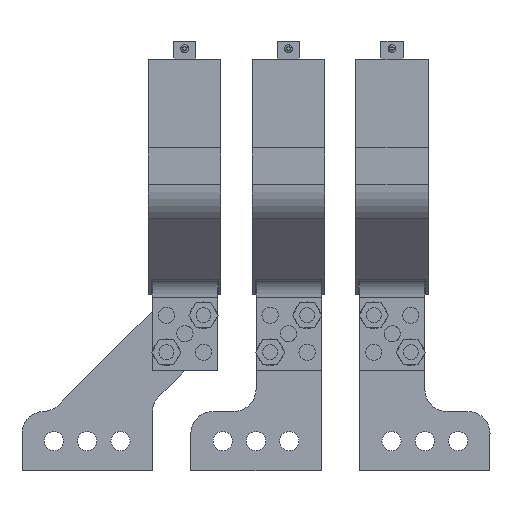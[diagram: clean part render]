
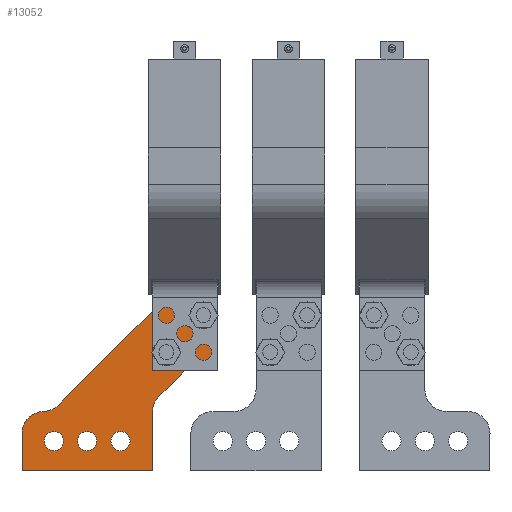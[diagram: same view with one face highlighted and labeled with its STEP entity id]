
A CAD part, front view. The second image highlights one B-rep face of the part: STEP entity #13052.
In plain terms, the highlighted planar face has unit normal (0, -1, 0).
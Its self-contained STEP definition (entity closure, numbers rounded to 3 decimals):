
#12369=AXIS2_PLACEMENT_3D('Circle Axis2P3D',#12367,#12368,$) ;
#12404=AXIS2_PLACEMENT_3D('Circle Axis2P3D',#12402,#12403,$) ;
#12528=AXIS2_PLACEMENT_3D('Circle Axis2P3D',#12526,#12527,$) ;
#12590=AXIS2_PLACEMENT_3D('Circle Axis2P3D',#12588,#12589,$) ;
#12737=AXIS2_PLACEMENT_3D('Circle Axis2P3D',#12735,#12736,$) ;
#12754=AXIS2_PLACEMENT_3D('Circle Axis2P3D',#12752,#12753,$) ;
#12794=AXIS2_PLACEMENT_3D('Circle Axis2P3D',#12792,#12793,$) ;
#12811=AXIS2_PLACEMENT_3D('Circle Axis2P3D',#12809,#12810,$) ;
#12851=AXIS2_PLACEMENT_3D('Circle Axis2P3D',#12849,#12850,$) ;
#12868=AXIS2_PLACEMENT_3D('Circle Axis2P3D',#12866,#12867,$) ;
#12901=AXIS2_PLACEMENT_3D('Circle Axis2P3D',#12899,#12900,$) ;
#12925=AXIS2_PLACEMENT_3D('Circle Axis2P3D',#12923,#12924,$) ;
#12997=AXIS2_PLACEMENT_3D('Plane Axis2P3D',#12994,#12995,#12996) ;
#13001=AXIS2_PLACEMENT_3D('Circle Axis2P3D',#12999,#13000,$) ;
#13010=AXIS2_PLACEMENT_3D('Circle Axis2P3D',#13008,#13009,$) ;
#12367=CARTESIAN_POINT('Axis2P3D Location',(-57.5,-34.,-104.5)) ;
#12371=CARTESIAN_POINT('Vertex',(-52.673,-34.,-101.863)) ;
#12373=CARTESIAN_POINT('Vertex',(-62.327,-34.,-107.137)) ;
#12402=CARTESIAN_POINT('Axis2P3D Location',(-57.5,-34.,-104.5)) ;
#12428=CARTESIAN_POINT('Vertex',(-83.308,-34.,-93.)) ;
#12433=CARTESIAN_POINT('Line Origine',(-65.654,-34.,-93.)) ;
#12437=CARTESIAN_POINT('Vertex',(-48.,-34.,-93.)) ;
#12464=CARTESIAN_POINT('Line Origine',(-48.,-34.,-115.)) ;
#12468=CARTESIAN_POINT('Vertex',(-48.,-34.,-137.)) ;
#12501=CARTESIAN_POINT('Vertex',(-58.87,-34.,-137.)) ;
#12509=CARTESIAN_POINT('Line Origine',(-53.435,-34.,-137.)) ;
#12526=CARTESIAN_POINT('Axis2P3D Location',(-58.87,-34.,-152.)) ;
#12530=CARTESIAN_POINT('Vertex',(-69.476,-34.,-141.394)) ;
#12564=CARTESIAN_POINT('Line Origine',(-78.541,-34.,-150.459)) ;
#12568=CARTESIAN_POINT('Vertex',(-87.607,-34.,-159.524)) ;
#12588=CARTESIAN_POINT('Axis2P3D Location',(-77.,-34.,-170.13)) ;
#12592=CARTESIAN_POINT('Vertex',(-92.,-34.,-170.13)) ;
#12619=CARTESIAN_POINT('Line Origine',(-92.,-34.,-189.815)) ;
#12623=CARTESIAN_POINT('Vertex',(-92.,-34.,-209.5)) ;
#12650=CARTESIAN_POINT('Line Origine',(-136.,-34.,-209.5)) ;
#12654=CARTESIAN_POINT('Vertex',(-180.,-34.,-209.5)) ;
#12685=CARTESIAN_POINT('Vertex',(-180.,-34.,-184.5)) ;
#12695=CARTESIAN_POINT('Line Origine',(-180.,-34.,-197.)) ;
#12718=CARTESIAN_POINT('Vertex',(-107.,-34.,-189.5)) ;
#12732=CARTESIAN_POINT('Vertex',(-120.,-34.,-189.5)) ;
#12735=CARTESIAN_POINT('Axis2P3D Location',(-113.5,-34.,-189.5)) ;
#12752=CARTESIAN_POINT('Axis2P3D Location',(-113.5,-34.,-189.5)) ;
#12775=CARTESIAN_POINT('Vertex',(-129.5,-34.,-189.5)) ;
#12789=CARTESIAN_POINT('Vertex',(-142.5,-34.,-189.5)) ;
#12792=CARTESIAN_POINT('Axis2P3D Location',(-136.,-34.,-189.5)) ;
#12809=CARTESIAN_POINT('Axis2P3D Location',(-136.,-34.,-189.5)) ;
#12832=CARTESIAN_POINT('Vertex',(-152.,-34.,-189.5)) ;
#12846=CARTESIAN_POINT('Vertex',(-165.,-34.,-189.5)) ;
#12849=CARTESIAN_POINT('Axis2P3D Location',(-158.5,-34.,-189.5)) ;
#12866=CARTESIAN_POINT('Axis2P3D Location',(-158.5,-34.,-189.5)) ;
#12896=CARTESIAN_POINT('Vertex',(-77.673,-34.,-132.137)) ;
#12899=CARTESIAN_POINT('Axis2P3D Location',(-82.5,-34.,-129.5)) ;
#12903=CARTESIAN_POINT('Vertex',(-87.327,-34.,-126.863)) ;
#12923=CARTESIAN_POINT('Axis2P3D Location',(-82.5,-34.,-129.5)) ;
#12994=CARTESIAN_POINT('Axis2P3D Location',(8.5,-34.,186.14)) ;
#12999=CARTESIAN_POINT('Axis2P3D Location',(-166.04,-34.,-154.518)) ;
#13003=CARTESIAN_POINT('Vertex',(-165.52,-34.,-169.509)) ;
#13005=CARTESIAN_POINT('Vertex',(-155.433,-34.,-165.125)) ;
#13008=CARTESIAN_POINT('Axis2P3D Location',(-165.,-34.,-184.5)) ;
#13013=CARTESIAN_POINT('Line Origine',(-119.371,-34.,-129.062)) ;
#12368=DIRECTION('Axis2P3D Direction',(0.,-1.,0.)) ;
#12403=DIRECTION('Axis2P3D Direction',(0.,-1.,0.)) ;
#12434=DIRECTION('Vector Direction',(-1.,0.,0.)) ;
#12465=DIRECTION('Vector Direction',(0.,0.,1.)) ;
#12510=DIRECTION('Vector Direction',(1.,0.,0.)) ;
#12527=DIRECTION('Axis2P3D Direction',(0.,-1.,0.)) ;
#12565=DIRECTION('Vector Direction',(-0.707,0.,-0.707)) ;
#12589=DIRECTION('Axis2P3D Direction',(0.,-1.,0.)) ;
#12620=DIRECTION('Vector Direction',(0.,0.,-1.)) ;
#12651=DIRECTION('Vector Direction',(1.,0.,0.)) ;
#12696=DIRECTION('Vector Direction',(0.,0.,-1.)) ;
#12736=DIRECTION('Axis2P3D Direction',(0.,-1.,0.)) ;
#12753=DIRECTION('Axis2P3D Direction',(0.,-1.,0.)) ;
#12793=DIRECTION('Axis2P3D Direction',(0.,-1.,0.)) ;
#12810=DIRECTION('Axis2P3D Direction',(0.,-1.,0.)) ;
#12850=DIRECTION('Axis2P3D Direction',(0.,-1.,0.)) ;
#12867=DIRECTION('Axis2P3D Direction',(0.,-1.,0.)) ;
#12900=DIRECTION('Axis2P3D Direction',(0.,1.,0.)) ;
#12924=DIRECTION('Axis2P3D Direction',(0.,1.,0.)) ;
#12995=DIRECTION('Axis2P3D Direction',(0.,1.,0.)) ;
#12996=DIRECTION('Axis2P3D XDirection',(-1.,0.,0.)) ;
#13000=DIRECTION('Axis2P3D Direction',(0.,1.,0.)) ;
#13009=DIRECTION('Axis2P3D Direction',(0.,1.,0.)) ;
#13014=DIRECTION('Vector Direction',(-0.707,0.,-0.707)) ;
#12435=VECTOR('Line Direction',#12434,1.) ;
#12466=VECTOR('Line Direction',#12465,1.) ;
#12511=VECTOR('Line Direction',#12510,1.) ;
#12566=VECTOR('Line Direction',#12565,1.) ;
#12621=VECTOR('Line Direction',#12620,1.) ;
#12652=VECTOR('Line Direction',#12651,1.) ;
#12697=VECTOR('Line Direction',#12696,1.) ;
#13015=VECTOR('Line Direction',#13014,1.) ;
#13019=ORIENTED_EDGE('',*,*,#13007,.F.) ;
#13020=ORIENTED_EDGE('',*,*,#13012,.T.) ;
#13021=ORIENTED_EDGE('',*,*,#12699,.F.) ;
#13022=ORIENTED_EDGE('',*,*,#12656,.F.) ;
#13023=ORIENTED_EDGE('',*,*,#12625,.F.) ;
#13024=ORIENTED_EDGE('',*,*,#12594,.F.) ;
#13025=ORIENTED_EDGE('',*,*,#12570,.F.) ;
#13026=ORIENTED_EDGE('',*,*,#12532,.F.) ;
#13027=ORIENTED_EDGE('',*,*,#12513,.F.) ;
#13028=ORIENTED_EDGE('',*,*,#12470,.F.) ;
#13029=ORIENTED_EDGE('',*,*,#12439,.F.) ;
#13030=ORIENTED_EDGE('',*,*,#13017,.F.) ;
#13033=ORIENTED_EDGE('',*,*,#12375,.T.) ;
#13034=ORIENTED_EDGE('',*,*,#12406,.T.) ;
#13037=ORIENTED_EDGE('',*,*,#12905,.T.) ;
#13038=ORIENTED_EDGE('',*,*,#12927,.T.) ;
#13041=ORIENTED_EDGE('',*,*,#12853,.T.) ;
#13042=ORIENTED_EDGE('',*,*,#12870,.T.) ;
#13045=ORIENTED_EDGE('',*,*,#12796,.T.) ;
#13046=ORIENTED_EDGE('',*,*,#12813,.T.) ;
#13049=ORIENTED_EDGE('',*,*,#12739,.T.) ;
#13050=ORIENTED_EDGE('',*,*,#12756,.T.) ;
#13035=FACE_BOUND('',#13032,.T.) ;
#13039=FACE_BOUND('',#13036,.T.) ;
#13043=FACE_BOUND('',#13040,.T.) ;
#13047=FACE_BOUND('',#13044,.T.) ;
#13051=FACE_BOUND('',#13048,.T.) ;
#13052=ADVANCED_FACE('RA7669002_1PA_001_00_TERM_DIVARICATO_LATER_PER_CAVO',(#13031,#13035,#13039,#13043,#13047,#13051),#12998,.F.) ;
#12370=CIRCLE('generated circle',#12369,5.5) ;
#12405=CIRCLE('generated circle',#12404,5.5) ;
#12529=CIRCLE('generated circle',#12528,15.) ;
#12591=CIRCLE('generated circle',#12590,15.) ;
#12738=CIRCLE('generated circle',#12737,6.5) ;
#12755=CIRCLE('generated circle',#12754,6.5) ;
#12795=CIRCLE('generated circle',#12794,6.5) ;
#12812=CIRCLE('generated circle',#12811,6.5) ;
#12852=CIRCLE('generated circle',#12851,6.5) ;
#12869=CIRCLE('generated circle',#12868,6.5) ;
#12902=CIRCLE('generated circle',#12901,5.5) ;
#12926=CIRCLE('generated circle',#12925,5.5) ;
#13002=CIRCLE('generated circle',#13001,15.) ;
#13011=CIRCLE('generated circle',#13010,15.) ;
#12375=EDGE_CURVE('',#12372,#12374,#12370,.F.) ;
#12406=EDGE_CURVE('',#12374,#12372,#12405,.F.) ;
#12439=EDGE_CURVE('',#12429,#12438,#12436,.F.) ;
#12470=EDGE_CURVE('',#12438,#12469,#12467,.F.) ;
#12513=EDGE_CURVE('',#12469,#12502,#12512,.F.) ;
#12532=EDGE_CURVE('',#12502,#12531,#12529,.T.) ;
#12570=EDGE_CURVE('',#12531,#12569,#12567,.T.) ;
#12594=EDGE_CURVE('',#12569,#12593,#12591,.T.) ;
#12625=EDGE_CURVE('',#12593,#12624,#12622,.T.) ;
#12656=EDGE_CURVE('',#12624,#12655,#12653,.F.) ;
#12699=EDGE_CURVE('',#12655,#12686,#12698,.F.) ;
#12739=EDGE_CURVE('',#12719,#12733,#12738,.F.) ;
#12756=EDGE_CURVE('',#12733,#12719,#12755,.F.) ;
#12796=EDGE_CURVE('',#12776,#12790,#12795,.F.) ;
#12813=EDGE_CURVE('',#12790,#12776,#12812,.F.) ;
#12853=EDGE_CURVE('',#12833,#12847,#12852,.F.) ;
#12870=EDGE_CURVE('',#12847,#12833,#12869,.F.) ;
#12905=EDGE_CURVE('',#12904,#12897,#12902,.T.) ;
#12927=EDGE_CURVE('',#12897,#12904,#12926,.T.) ;
#13007=EDGE_CURVE('',#13004,#13006,#13002,.F.) ;
#13012=EDGE_CURVE('',#13004,#12686,#13011,.F.) ;
#13017=EDGE_CURVE('',#13006,#12429,#13016,.F.) ;
#13018=EDGE_LOOP('',(#13019,#13020,#13021,#13022,#13023,#13024,#13025,#13026,#13027,#13028,#13029,#13030)) ;
#13032=EDGE_LOOP('',(#13033,#13034)) ;
#13036=EDGE_LOOP('',(#13037,#13038)) ;
#13040=EDGE_LOOP('',(#13041,#13042)) ;
#13044=EDGE_LOOP('',(#13045,#13046)) ;
#13048=EDGE_LOOP('',(#13049,#13050)) ;
#13031=FACE_OUTER_BOUND('',#13018,.T.) ;
#12436=LINE('Line',#12433,#12435) ;
#12467=LINE('Line',#12464,#12466) ;
#12512=LINE('Line',#12509,#12511) ;
#12567=LINE('Line',#12564,#12566) ;
#12622=LINE('Line',#12619,#12621) ;
#12653=LINE('Line',#12650,#12652) ;
#12698=LINE('Line',#12695,#12697) ;
#13016=LINE('Line',#13013,#13015) ;
#12998=PLANE('',#12997) ;
#12372=VERTEX_POINT('',#12371) ;
#12374=VERTEX_POINT('',#12373) ;
#12429=VERTEX_POINT('',#12428) ;
#12438=VERTEX_POINT('',#12437) ;
#12469=VERTEX_POINT('',#12468) ;
#12502=VERTEX_POINT('',#12501) ;
#12531=VERTEX_POINT('',#12530) ;
#12569=VERTEX_POINT('',#12568) ;
#12593=VERTEX_POINT('',#12592) ;
#12624=VERTEX_POINT('',#12623) ;
#12655=VERTEX_POINT('',#12654) ;
#12686=VERTEX_POINT('',#12685) ;
#12719=VERTEX_POINT('',#12718) ;
#12733=VERTEX_POINT('',#12732) ;
#12776=VERTEX_POINT('',#12775) ;
#12790=VERTEX_POINT('',#12789) ;
#12833=VERTEX_POINT('',#12832) ;
#12847=VERTEX_POINT('',#12846) ;
#12897=VERTEX_POINT('',#12896) ;
#12904=VERTEX_POINT('',#12903) ;
#13004=VERTEX_POINT('',#13003) ;
#13006=VERTEX_POINT('',#13005) ;
